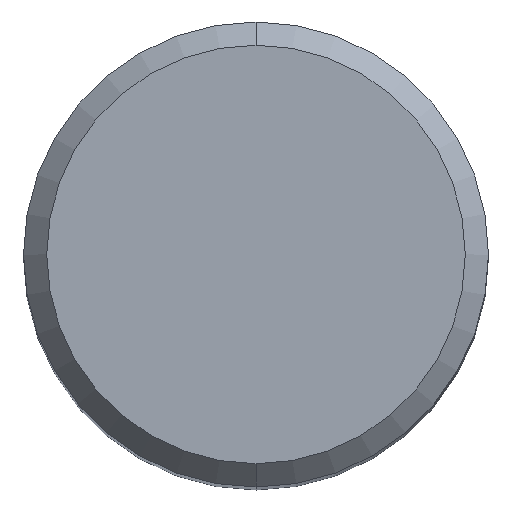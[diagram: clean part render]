
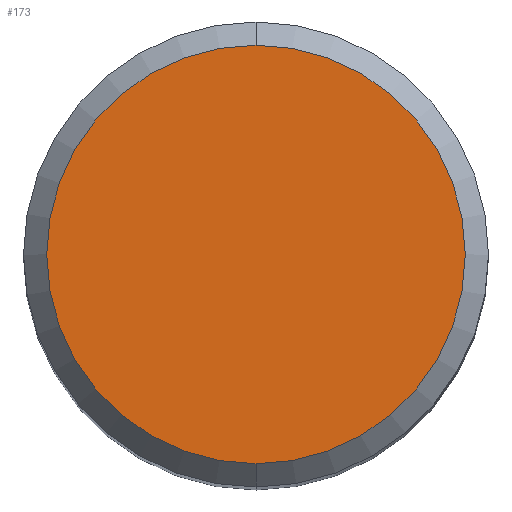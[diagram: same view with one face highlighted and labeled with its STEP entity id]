
A CAD part, top view. The second image highlights one B-rep face of the part: STEP entity #173.
In plain terms, the highlighted planar face has unit normal (0, 0, 1).
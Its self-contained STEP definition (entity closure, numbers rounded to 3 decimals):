
#127=EDGE_CURVE('',#183,#165,#282,.T.);
#165=VERTEX_POINT('',#324);
#173=ADVANCED_FACE('',(#332),#333,.T.);
#183=VERTEX_POINT('',#344);
#193=EDGE_CURVE('',#165,#183,#356,.T.);
#282=CIRCLE('',#447,4.5);
#324=CARTESIAN_POINT('',(0.0,4.5,0.0));
#332=FACE_OUTER_BOUND('',#512,.T.);
#333=PLANE('',#513);
#344=CARTESIAN_POINT('',(0.,-4.5,0.0));
#356=CIRCLE('',#545,4.5);
#447=AXIS2_PLACEMENT_3D('',#644,#645,#646);
#512=EDGE_LOOP('',(#703,#704));
#513=AXIS2_PLACEMENT_3D('',#705,#706,#707);
#545=AXIS2_PLACEMENT_3D('',#739,#740,#741);
#644=CARTESIAN_POINT('',(0.0,0.0,0.0));
#645=DIRECTION('',(0.0,0.0,-1.0));
#646=DIRECTION('',(0.0,1.0,0.0));
#703=ORIENTED_EDGE('',*,*,#193,.F.);
#704=ORIENTED_EDGE('',*,*,#127,.F.);
#705=CARTESIAN_POINT('',(0.0,2.25,0.0));
#706=DIRECTION('',(-0.0,0.0,1.0));
#707=DIRECTION('',(0.0,-1.0,0.0));
#739=CARTESIAN_POINT('',(0.0,0.0,0.0));
#740=DIRECTION('',(0.0,0.0,-1.0));
#741=DIRECTION('',(0.0,1.0,0.0));
